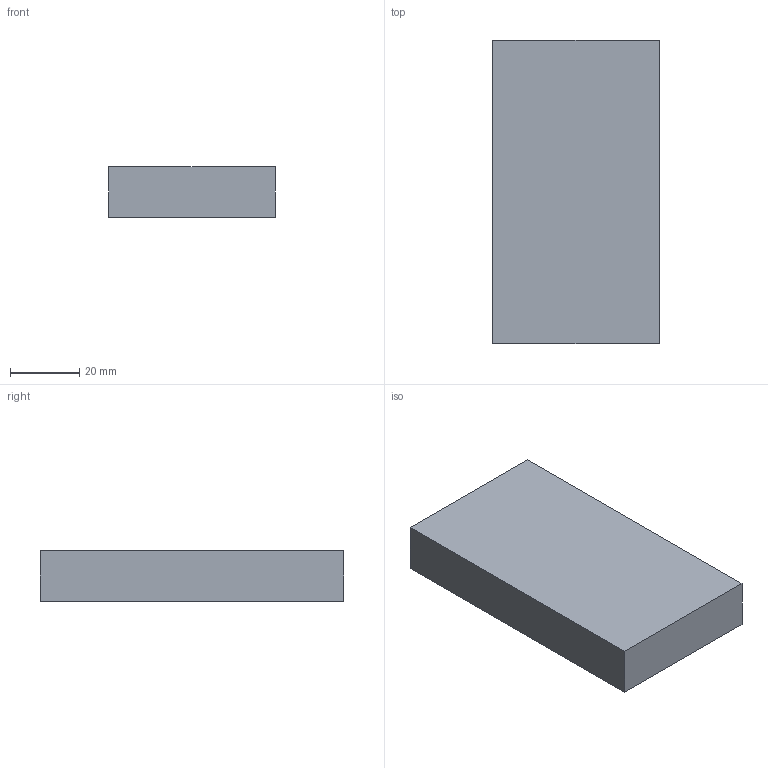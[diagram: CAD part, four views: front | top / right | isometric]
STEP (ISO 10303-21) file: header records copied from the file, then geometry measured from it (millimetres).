
FILE_DESCRIPTION (( 'STEP AP214' ), '1' );
FILE_NAME ('價釱.STEP', '2024-03-11T13:38:24', ( '' ), ( '' ), 'SwSTEP 2.0', 'SolidWorks 2023', '' );
FILE_SCHEMA (( 'AUTOMOTIVE_DESIGN' ));
Length unit declared in the file: millimetre
Products named in the file (1): 基座
Bounding box: 48.11 x 87.89 x 14.5 mm (x, y, z)
Volume: 15274.3 mm3; surface area: 15837.4 mm2
Topology: 1 solids, 1 shells, 31 faces, 84 edges, 56 vertices
Faces by surface type: plane 23, cylinder 8
Entity records: 1013 total; most frequent: CARTESIAN_POINT 172, ORIENTED_EDGE 168, DIRECTION 164, EDGE_CURVE 84, VECTOR 68, LINE 68, VERTEX_POINT 56, AXIS2_PLACEMENT_3D 48
